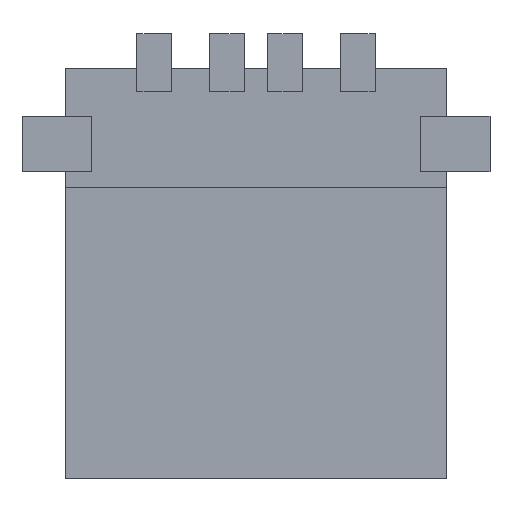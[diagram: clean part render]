
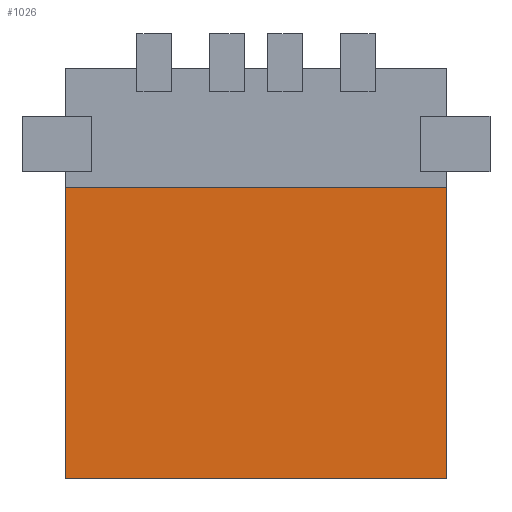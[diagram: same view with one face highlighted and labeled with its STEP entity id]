
A CAD part, front view. The second image highlights one B-rep face of the part: STEP entity #1026.
In plain terms, the highlighted planar face has unit normal (0, -1, 0).
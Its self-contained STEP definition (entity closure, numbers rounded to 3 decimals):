
#62=FACE_OUTER_BOUND('',#117,.T.);
#117=EDGE_LOOP('',(#879,#880,#881,#882));
#255=LINE('',#1613,#397);
#256=LINE('',#1616,#398);
#257=LINE('',#1618,#399);
#258=LINE('',#1619,#400);
#397=VECTOR('',#1323,10.);
#398=VECTOR('',#1326,10.);
#399=VECTOR('',#1327,10.);
#400=VECTOR('',#1328,10.);
#493=VERTEX_POINT('',#1609);
#494=VERTEX_POINT('',#1611);
#495=VERTEX_POINT('',#1615);
#496=VERTEX_POINT('',#1617);
#629=EDGE_CURVE('',#493,#494,#255,.T.);
#630=EDGE_CURVE('',#495,#493,#256,.T.);
#631=EDGE_CURVE('',#496,#494,#257,.T.);
#632=EDGE_CURVE('',#495,#496,#258,.T.);
#879=ORIENTED_EDGE('',*,*,#630,.T.);
#880=ORIENTED_EDGE('',*,*,#629,.T.);
#881=ORIENTED_EDGE('',*,*,#631,.F.);
#882=ORIENTED_EDGE('',*,*,#632,.F.);
#972=PLANE('',#1094);
#1026=ADVANCED_FACE('',(#62),#972,.T.);
#1094=AXIS2_PLACEMENT_3D('',#1614,#1324,#1325);
#1323=DIRECTION('',(0.,0.,1.));
#1324=DIRECTION('center_axis',(0.,-1.,0.));
#1325=DIRECTION('ref_axis',(1.,0.,0.));
#1326=DIRECTION('',(1.,0.,0.));
#1327=DIRECTION('',(1.,0.,0.));
#1328=DIRECTION('',(0.,0.,1.));
#1609=CARTESIAN_POINT('',(13.1,0.,0.));
#1611=CARTESIAN_POINT('',(13.1,0.,10.));
#1613=CARTESIAN_POINT('',(13.1,0.,0.));
#1614=CARTESIAN_POINT('Origin',(0.,0.,0.));
#1615=CARTESIAN_POINT('',(0.,0.,0.));
#1616=CARTESIAN_POINT('',(0.,0.,0.));
#1617=CARTESIAN_POINT('',(0.,0.,10.));
#1618=CARTESIAN_POINT('',(0.,0.,10.));
#1619=CARTESIAN_POINT('',(0.,0.,0.));
